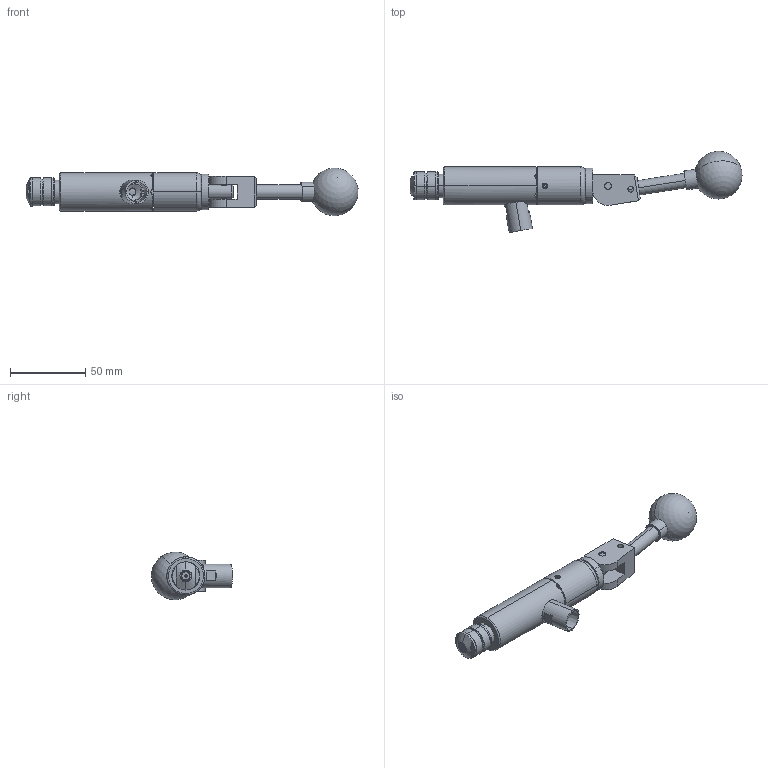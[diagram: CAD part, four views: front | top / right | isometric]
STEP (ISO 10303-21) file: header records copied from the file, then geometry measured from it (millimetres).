
FILE_DESCRIPTION (( 'STEP AP214' ), '1' );
FILE_NAME ('CTSC-003485.STEP', '2025-05-23T12:26:15', ( '' ), ( '' ), 'SwSTEP 2.0', 'SolidWorks 2023', '' );
FILE_SCHEMA (( 'AUTOMOTIVE_DESIGN' ));
Length unit declared in the file: inch
Products named in the file (1): CTSC-003485
Bounding box: 220.94 x 54.02 x 31.66 mm (x, y, z)
Volume: 84988.5 mm3; surface area: 26974.3 mm2
Topology: 10 solids, 10 shells, 298 faces, 709 edges, 447 vertices
Faces by surface type: cylinder 123, plane 111, cone 46, torus 13, bspline 3, sphere 2
Entity records: 13688 total; most frequent: CARTESIAN_POINT 3036, DIRECTION 1457, ORIENTED_EDGE 1404, EDGE_CURVE 702, AXIS2_PLACEMENT_3D 588, VERTEX_POINT 444, EDGE_LOOP 338, FACE_OUTER_BOUND 298
